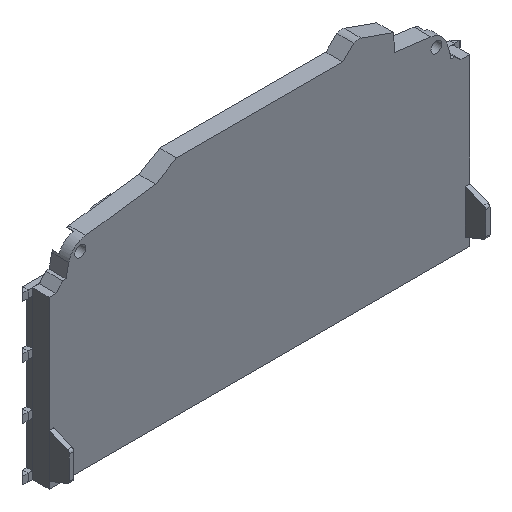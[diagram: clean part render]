
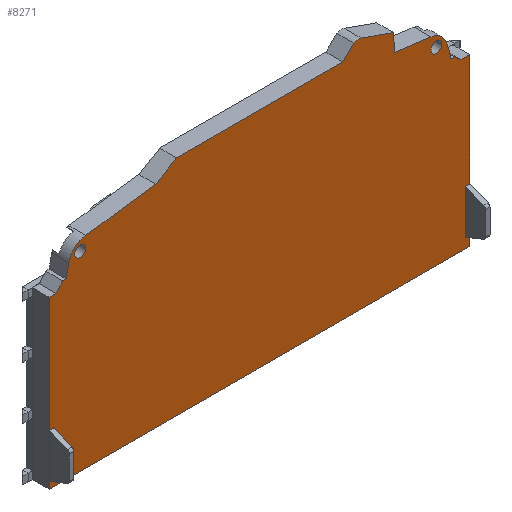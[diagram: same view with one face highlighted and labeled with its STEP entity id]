
A CAD part, isometric view. The second image highlights one B-rep face of the part: STEP entity #8271.
In plain terms, the highlighted planar face has unit normal (0, -1, 0).
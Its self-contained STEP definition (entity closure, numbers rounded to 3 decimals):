
#316=FACE_BOUND('',#1101,.T.);
#317=FACE_BOUND('',#1102,.T.);
#417=CIRCLE('',#8910,3.065);
#420=CIRCLE('',#8915,0.8);
#421=CIRCLE('',#8917,0.8);
#422=CIRCLE('',#8928,1.322);
#423=CIRCLE('',#8934,2.782);
#545=FACE_OUTER_BOUND('',#1100,.T.);
#1100=EDGE_LOOP('',(#5639,#5640,#5641,#5642,#5643,#5644,#5645,#5646,#5647,
#5648,#5649,#5650,#5651,#5652,#5653,#5654,#5655,#5656,#5657,#5658,#5659));
#1101=EDGE_LOOP('',(#5660));
#1102=EDGE_LOOP('',(#5661));
#1661=LINE('',#12173,#2630);
#1664=LINE('',#12178,#2633);
#1666=LINE('',#12182,#2635);
#1668=LINE('',#12186,#2637);
#1670=LINE('',#12190,#2639);
#1672=LINE('',#12193,#2641);
#1673=LINE('',#12196,#2642);
#1675=LINE('',#12200,#2644);
#1677=LINE('',#12204,#2646);
#1680=LINE('',#12212,#2649);
#1682=LINE('',#12216,#2651);
#1684=LINE('',#12220,#2653);
#1686=LINE('',#12224,#2655);
#1689=LINE('',#12232,#2658);
#1691=LINE('',#12236,#2660);
#1693=LINE('',#12240,#2662);
#1695=LINE('',#12244,#2664);
#1697=LINE('',#12247,#2666);
#2630=VECTOR('',#9721,10.);
#2633=VECTOR('',#9726,10.);
#2635=VECTOR('',#9730,10.);
#2637=VECTOR('',#9734,10.);
#2639=VECTOR('',#9738,10.);
#2641=VECTOR('',#9742,10.);
#2642=VECTOR('',#9745,10.);
#2644=VECTOR('',#9749,10.);
#2646=VECTOR('',#9753,10.);
#2649=VECTOR('',#9762,10.);
#2651=VECTOR('',#9766,10.);
#2653=VECTOR('',#9770,10.);
#2655=VECTOR('',#9774,10.);
#2658=VECTOR('',#9783,10.);
#2660=VECTOR('',#9787,10.);
#2662=VECTOR('',#9791,10.);
#2664=VECTOR('',#9795,10.);
#2666=VECTOR('',#9799,10.);
#3599=VERTEX_POINT('',#12153);
#3600=VERTEX_POINT('',#12155);
#3602=VERTEX_POINT('',#12163);
#3603=VERTEX_POINT('',#12167);
#3604=VERTEX_POINT('',#12171);
#3605=VERTEX_POINT('',#12172);
#3606=VERTEX_POINT('',#12177);
#3607=VERTEX_POINT('',#12181);
#3608=VERTEX_POINT('',#12185);
#3609=VERTEX_POINT('',#12189);
#3610=VERTEX_POINT('',#12195);
#3611=VERTEX_POINT('',#12199);
#3612=VERTEX_POINT('',#12203);
#3613=VERTEX_POINT('',#12207);
#3614=VERTEX_POINT('',#12211);
#3615=VERTEX_POINT('',#12215);
#3616=VERTEX_POINT('',#12219);
#3617=VERTEX_POINT('',#12223);
#3618=VERTEX_POINT('',#12227);
#3619=VERTEX_POINT('',#12231);
#3620=VERTEX_POINT('',#12235);
#3621=VERTEX_POINT('',#12239);
#3622=VERTEX_POINT('',#12243);
#4373=EDGE_CURVE('',#3599,#3600,#417,.T.);
#4377=EDGE_CURVE('',#3602,#3602,#420,.T.);
#4379=EDGE_CURVE('',#3603,#3603,#421,.T.);
#4381=EDGE_CURVE('',#3604,#3605,#1661,.T.);
#4384=EDGE_CURVE('',#3604,#3606,#1664,.T.);
#4386=EDGE_CURVE('',#3606,#3607,#1666,.T.);
#4388=EDGE_CURVE('',#3608,#3607,#1668,.T.);
#4390=EDGE_CURVE('',#3609,#3608,#1670,.T.);
#4392=EDGE_CURVE('',#3609,#3600,#1672,.T.);
#4393=EDGE_CURVE('',#3599,#3610,#1673,.T.);
#4395=EDGE_CURVE('',#3610,#3611,#1675,.T.);
#4397=EDGE_CURVE('',#3611,#3612,#1677,.T.);
#4399=EDGE_CURVE('',#3613,#3612,#422,.T.);
#4401=EDGE_CURVE('',#3614,#3613,#1680,.T.);
#4403=EDGE_CURVE('',#3614,#3615,#1682,.T.);
#4405=EDGE_CURVE('',#3615,#3616,#1684,.T.);
#4407=EDGE_CURVE('',#3616,#3617,#1686,.T.);
#4410=EDGE_CURVE('',#3618,#3617,#423,.T.);
#4411=EDGE_CURVE('',#3618,#3619,#1689,.T.);
#4413=EDGE_CURVE('',#3619,#3620,#1691,.T.);
#4415=EDGE_CURVE('',#3620,#3621,#1693,.T.);
#4417=EDGE_CURVE('',#3621,#3622,#1695,.T.);
#4419=EDGE_CURVE('',#3622,#3605,#1697,.T.);
#5639=ORIENTED_EDGE('',*,*,#4419,.T.);
#5640=ORIENTED_EDGE('',*,*,#4381,.F.);
#5641=ORIENTED_EDGE('',*,*,#4384,.T.);
#5642=ORIENTED_EDGE('',*,*,#4386,.T.);
#5643=ORIENTED_EDGE('',*,*,#4388,.F.);
#5644=ORIENTED_EDGE('',*,*,#4390,.F.);
#5645=ORIENTED_EDGE('',*,*,#4392,.T.);
#5646=ORIENTED_EDGE('',*,*,#4373,.F.);
#5647=ORIENTED_EDGE('',*,*,#4393,.T.);
#5648=ORIENTED_EDGE('',*,*,#4395,.T.);
#5649=ORIENTED_EDGE('',*,*,#4397,.T.);
#5650=ORIENTED_EDGE('',*,*,#4399,.F.);
#5651=ORIENTED_EDGE('',*,*,#4401,.F.);
#5652=ORIENTED_EDGE('',*,*,#4403,.T.);
#5653=ORIENTED_EDGE('',*,*,#4405,.T.);
#5654=ORIENTED_EDGE('',*,*,#4407,.T.);
#5655=ORIENTED_EDGE('',*,*,#4410,.F.);
#5656=ORIENTED_EDGE('',*,*,#4411,.T.);
#5657=ORIENTED_EDGE('',*,*,#4413,.T.);
#5658=ORIENTED_EDGE('',*,*,#4415,.T.);
#5659=ORIENTED_EDGE('',*,*,#4417,.T.);
#5660=ORIENTED_EDGE('',*,*,#4377,.T.);
#5661=ORIENTED_EDGE('',*,*,#4379,.T.);
#7799=PLANE('',#8940);
#8271=ADVANCED_FACE('',(#545,#316,#317),#7799,.F.);
#8910=AXIS2_PLACEMENT_3D('',#12156,#9700,#9701);
#8915=AXIS2_PLACEMENT_3D('',#12164,#9711,#9712);
#8917=AXIS2_PLACEMENT_3D('',#12168,#9716,#9717);
#8928=AXIS2_PLACEMENT_3D('',#12208,#9757,#9758);
#8934=AXIS2_PLACEMENT_3D('',#12229,#9779,#9780);
#8940=AXIS2_PLACEMENT_3D('',#12248,#9800,#9801);
#9700=DIRECTION('center_axis',(0.,1.,0.));
#9701=DIRECTION('ref_axis',(0.165,0.,0.986));
#9711=DIRECTION('center_axis',(0.,1.,0.));
#9712=DIRECTION('ref_axis',(1.,0.,0.));
#9716=DIRECTION('center_axis',(0.,1.,0.));
#9717=DIRECTION('ref_axis',(1.,0.,0.));
#9721=DIRECTION('',(-1.,0.,0.));
#9726=DIRECTION('',(0.,0.,1.));
#9730=DIRECTION('',(-1.,0.,0.));
#9734=DIRECTION('',(0.759,0.,-0.651));
#9738=DIRECTION('',(1.,0.,0.));
#9742=DIRECTION('',(-0.244,0.,0.97));
#9745=DIRECTION('',(-0.992,0.,0.129));
#9749=DIRECTION('',(-0.042,0.,0.999));
#9753=DIRECTION('',(-0.943,0.,0.334));
#9757=DIRECTION('center_axis',(0.,1.,0.));
#9758=DIRECTION('ref_axis',(-0.498,0.,0.867));
#9762=DIRECTION('',(0.707,0.,0.707));
#9766=DIRECTION('',(-1.,0.,0.));
#9770=DIRECTION('',(-0.865,0.,-0.502));
#9774=DIRECTION('',(-0.991,0.,-0.135));
#9779=DIRECTION('center_axis',(0.,1.,0.));
#9780=DIRECTION('ref_axis',(-0.979,0.,0.206));
#9783=DIRECTION('',(-0.206,0.,-0.979));
#9787=DIRECTION('',(-1.,0.,0.));
#9791=DIRECTION('',(-0.673,0.,-0.74));
#9795=DIRECTION('',(-1.,0.,0.));
#9799=DIRECTION('',(0.,0.,-1.));
#9800=DIRECTION('center_axis',(0.,1.,0.));
#9801=DIRECTION('ref_axis',(1.,0.,0.));
#12153=CARTESIAN_POINT('',(25.3,0.,14.));
#12155=CARTESIAN_POINT('',(27.766,0.,11.726));
#12156=CARTESIAN_POINT('Origin',(24.794,0.,10.977));
#12163=CARTESIAN_POINT('',(25.3,0.,12.3));
#12164=CARTESIAN_POINT('Origin',(26.1,0.,12.3));
#12167=CARTESIAN_POINT('',(-27.2,0.,12.5));
#12168=CARTESIAN_POINT('Origin',(-26.4,0.,12.5));
#12171=CARTESIAN_POINT('',(31.,0.,-15.6));
#12172=CARTESIAN_POINT('',(-31.,0.,-15.6));
#12173=CARTESIAN_POINT('',(32.1,0.,-15.6));
#12177=CARTESIAN_POINT('',(31.,0.,8.9));
#12178=CARTESIAN_POINT('',(31.,0.,7.8));
#12181=CARTESIAN_POINT('',(29.719,0.,8.9));
#12182=CARTESIAN_POINT('',(32.1,0.,8.9));
#12185=CARTESIAN_POINT('',(28.774,0.,9.711));
#12186=CARTESIAN_POINT('',(28.774,0.,9.711));
#12189=CARTESIAN_POINT('',(28.274,0.,9.711));
#12190=CARTESIAN_POINT('',(28.274,0.,9.711));
#12193=CARTESIAN_POINT('',(28.274,0.,9.711));
#12195=CARTESIAN_POINT('',(19.908,0.,14.701));
#12196=CARTESIAN_POINT('',(20.32,0.,14.648));
#12199=CARTESIAN_POINT('',(19.8,0.,17.3));
#12200=CARTESIAN_POINT('',(19.908,0.,14.701));
#12203=CARTESIAN_POINT('',(15.,0.,19.));
#12204=CARTESIAN_POINT('',(19.8,0.,17.3));
#12207=CARTESIAN_POINT('',(13.9,0.,18.9));
#12208=CARTESIAN_POINT('Origin',(14.559,0.,17.754));
#12211=CARTESIAN_POINT('',(12.3,0.,17.3));
#12212=CARTESIAN_POINT('',(12.3,0.,17.3));
#12215=CARTESIAN_POINT('',(-12.2,0.,17.3));
#12216=CARTESIAN_POINT('',(12.3,0.,17.3));
#12219=CARTESIAN_POINT('',(-15.3,0.,15.5));
#12220=CARTESIAN_POINT('',(-12.2,0.,17.3));
#12223=CARTESIAN_POINT('',(-25.6,0.,14.1));
#12224=CARTESIAN_POINT('',(-15.3,0.,15.5));
#12227=CARTESIAN_POINT('',(-28.1,0.,11.9));
#12229=CARTESIAN_POINT('Origin',(-25.378,0.,11.327));
#12231=CARTESIAN_POINT('',(-28.5,0.,10.));
#12232=CARTESIAN_POINT('',(-28.1,0.,11.9));
#12235=CARTESIAN_POINT('',(-29.,0.,10.));
#12236=CARTESIAN_POINT('',(-28.5,0.,10.));
#12239=CARTESIAN_POINT('',(-30.,0.,8.9));
#12240=CARTESIAN_POINT('',(-29.,0.,10.));
#12243=CARTESIAN_POINT('',(-31.,0.,8.9));
#12244=CARTESIAN_POINT('',(32.1,0.,8.9));
#12247=CARTESIAN_POINT('',(-31.,0.,-14.5));
#12248=CARTESIAN_POINT('Origin',(0.,0.,1.738));
